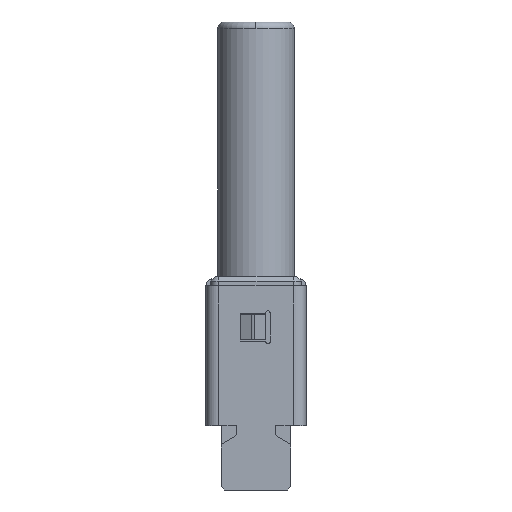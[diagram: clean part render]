
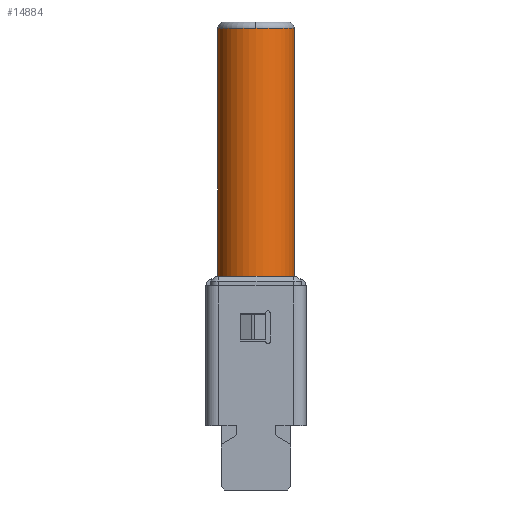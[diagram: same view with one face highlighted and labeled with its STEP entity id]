
A CAD part, left-side view. The second image highlights one B-rep face of the part: STEP entity #14884.
In plain terms, the highlighted cylindrical face has radius 1.2 mm (diameter 2.4 mm), a partial arc.
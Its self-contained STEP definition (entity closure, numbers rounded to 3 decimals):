
#908 = CYLINDRICAL_SURFACE ( 'NONE', #16767, 1.2 ) ;
#1459 = DIRECTION ( 'NONE',  ( -1., 0., 0. ) ) ;
#2156 = CARTESIAN_POINT ( 'NONE',  ( -2.925, 0.8, -8.072 ) ) ;
#2830 = CARTESIAN_POINT ( 'NONE',  ( -2.925, -1.6, -8.072 ) ) ;
#4299 = CARTESIAN_POINT ( 'NONE',  ( -2.925, -0.4, 0.82 ) ) ;
#4488 = DIRECTION ( 'NONE',  ( 0., 0., -1. ) ) ;
#6075 = CARTESIAN_POINT ( 'NONE',  ( -2.925, -1.6, 0.82 ) ) ;
#6130 = DIRECTION ( 'NONE',  ( 1., 0., 0. ) ) ;
#7281 = DIRECTION ( 'NONE',  ( 0., 0., -1. ) ) ;
#8713 = DIRECTION ( 'NONE',  ( 0., 0., 1. ) ) ;
#9554 = EDGE_CURVE ( 'NONE', #26233, #31329, #14371, .T. ) ;
#12131 = EDGE_LOOP ( 'NONE', ( #12145, #13321, #27056, #36787, #22891 ) ) ;
#12145 = ORIENTED_EDGE ( 'NONE', *, *, #21142, .T. ) ;
#12375 = CIRCLE ( 'NONE', #21428, 1.2 ) ;
#13321 = ORIENTED_EDGE ( 'NONE', *, *, #13902, .T. ) ;
#13902 = EDGE_CURVE ( 'NONE', #14163, #31265, #12375, .T. ) ;
#14163 = VERTEX_POINT ( 'NONE', #32521 ) ;
#14371 = LINE ( 'NONE', #2156, #30109 ) ;
#14884 = ADVANCED_FACE ( 'NONE', ( #36262 ), #908, .T. ) ;
#15381 = DIRECTION ( 'NONE',  ( 0., 0., -1. ) ) ;
#16212 = CIRCLE ( 'NONE', #39467, 1.2 ) ;
#16767 = AXIS2_PLACEMENT_3D ( 'NONE', #18233, #8713, #6130 ) ;
#18233 = CARTESIAN_POINT ( 'NONE',  ( -2.925, -0.4, -8.072 ) ) ;
#19725 = VECTOR ( 'NONE', #37229, 1000. ) ;
#20708 = DIRECTION ( 'NONE',  ( 0., 0., 1. ) ) ;
#21142 = EDGE_CURVE ( 'NONE', #28419, #14163, #23152, .T. ) ;
#21428 = AXIS2_PLACEMENT_3D ( 'NONE', #21945, #15381, #37282 ) ;
#21945 = CARTESIAN_POINT ( 'NONE',  ( -2.925, -0.4, 8.62 ) ) ;
#22891 = ORIENTED_EDGE ( 'NONE', *, *, #23478, .F. ) ;
#23152 = LINE ( 'NONE', #2830, #19725 ) ;
#23478 = EDGE_CURVE ( 'NONE', #28419, #26233, #40260, .T. ) ;
#23674 = CARTESIAN_POINT ( 'NONE',  ( -4.125, -0.4, 8.62 ) ) ;
#25744 = EDGE_CURVE ( 'NONE', #31265, #31329, #16212, .T. ) ;
#26233 = VERTEX_POINT ( 'NONE', #31491 ) ;
#27056 = ORIENTED_EDGE ( 'NONE', *, *, #25744, .T. ) ;
#28419 = VERTEX_POINT ( 'NONE', #6075 ) ;
#29745 = CARTESIAN_POINT ( 'NONE',  ( -2.925, -0.4, 8.62 ) ) ;
#30109 = VECTOR ( 'NONE', #20708, 1000. ) ;
#31265 = VERTEX_POINT ( 'NONE', #23674 ) ;
#31329 = VERTEX_POINT ( 'NONE', #31337 ) ;
#31337 = CARTESIAN_POINT ( 'NONE',  ( -2.925, 0.8, 8.62 ) ) ;
#31491 = CARTESIAN_POINT ( 'NONE',  ( -2.925, 0.8, 0.82 ) ) ;
#32521 = CARTESIAN_POINT ( 'NONE',  ( -2.925, -1.6, 8.62 ) ) ;
#36141 = AXIS2_PLACEMENT_3D ( 'NONE', #4299, #7281, #38853 ) ;
#36262 = FACE_OUTER_BOUND ( 'NONE', #12131, .T. ) ;
#36787 = ORIENTED_EDGE ( 'NONE', *, *, #9554, .F. ) ;
#37229 = DIRECTION ( 'NONE',  ( 0., 0., 1. ) ) ;
#37282 = DIRECTION ( 'NONE',  ( -1., 0., 0. ) ) ;
#38853 = DIRECTION ( 'NONE',  ( -1., 0., 0. ) ) ;
#39467 = AXIS2_PLACEMENT_3D ( 'NONE', #29745, #4488, #1459 ) ;
#40260 = CIRCLE ( 'NONE', #36141, 1.2 ) ;
